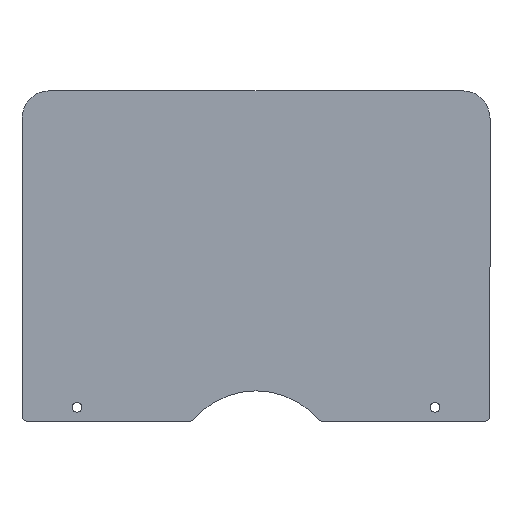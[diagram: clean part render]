
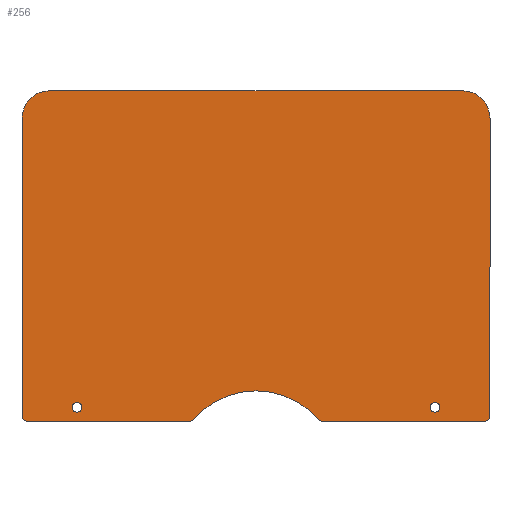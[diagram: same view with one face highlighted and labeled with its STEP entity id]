
A CAD part, top view. The second image highlights one B-rep face of the part: STEP entity #256.
In plain terms, the highlighted planar face has unit normal (0, 0, 1).
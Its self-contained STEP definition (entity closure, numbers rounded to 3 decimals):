
#73=CARTESIAN_POINT('',(75.0,60.,3.));
#74=VERTEX_POINT('',#73);
#75=CARTESIAN_POINT('',(85.0,50.,3.));
#76=VERTEX_POINT('',#75);
#77=CARTESIAN_POINT('',(75.0,50.,3.));
#78=DIRECTION('',(0.0,0.0,-1.));
#79=DIRECTION('',(0.707,0.707,0.0));
#80=AXIS2_PLACEMENT_3D('',#77,#78,#79);
#81=CIRCLE('',#80,10.);
#82=EDGE_CURVE('',#74,#76,#81,.T.);
#116=CARTESIAN_POINT('',(85.,-58.,3.));
#117=VERTEX_POINT('',#116);
#118=CARTESIAN_POINT('',(85.0,50.,3.));
#119=DIRECTION('',(0.0,-1.0,0.0));
#120=VECTOR('',#119,108.0);
#121=LINE('',#118,#120);
#122=EDGE_CURVE('',#76,#117,#121,.T.);
#141=CARTESIAN_POINT('',(0.,0.,3.));
#142=DIRECTION('',(0.0,0.0,1.0));
#143=DIRECTION('',(1.0,0.0,0.0));
#144=AXIS2_PLACEMENT_3D('',#141,#142,#143);
#145=PLANE('',#144);
#146=ORIENTED_EDGE('',*,*,#82,.F.);
#147=CARTESIAN_POINT('',(-75.0,60.,3.));
#148=VERTEX_POINT('',#147);
#149=CARTESIAN_POINT('',(-75.0,60.,3.));
#150=DIRECTION('',(1.0,0.0,0.0));
#151=VECTOR('',#150,150.0);
#152=LINE('',#149,#151);
#153=EDGE_CURVE('',#148,#74,#152,.T.);
#154=ORIENTED_EDGE('',*,*,#153,.F.);
#155=CARTESIAN_POINT('',(-85.0,50.,3.));
#156=VERTEX_POINT('',#155);
#157=CARTESIAN_POINT('',(-75.0,50.,3.));
#158=DIRECTION('',(0.0,0.0,-1.));
#159=DIRECTION('',(-0.707,0.707,0.0));
#160=AXIS2_PLACEMENT_3D('',#157,#158,#159);
#161=CIRCLE('',#160,10.);
#162=EDGE_CURVE('',#156,#148,#161,.T.);
#163=ORIENTED_EDGE('',*,*,#162,.F.);
#164=CARTESIAN_POINT('',(-85.,-58.,3.));
#165=VERTEX_POINT('',#164);
#166=CARTESIAN_POINT('',(-85.,-58.,3.));
#167=DIRECTION('',(0.0,1.0,0.0));
#168=VECTOR('',#167,108.0);
#169=LINE('',#166,#168);
#170=EDGE_CURVE('',#165,#156,#169,.T.);
#171=ORIENTED_EDGE('',*,*,#170,.F.);
#172=CARTESIAN_POINT('',(-83.,-60.,3.));
#173=VERTEX_POINT('',#172);
#174=CARTESIAN_POINT('',(-83.,-58.,3.));
#175=DIRECTION('',(0.0,0.0,-1.));
#176=DIRECTION('',(-0.707,-0.707,0.0));
#177=AXIS2_PLACEMENT_3D('',#174,#175,#176);
#178=CIRCLE('',#177,2.);
#179=EDGE_CURVE('',#173,#165,#178,.T.);
#180=ORIENTED_EDGE('',*,*,#179,.F.);
#181=CARTESIAN_POINT('',(-24.145,-60.,3.));
#182=VERTEX_POINT('',#181);
#183=CARTESIAN_POINT('',(-24.145,-60.,3.));
#184=DIRECTION('',(-1.0,0.0,0.0));
#185=VECTOR('',#184,58.855);
#186=LINE('',#183,#185);
#187=EDGE_CURVE('',#182,#173,#186,.T.);
#188=ORIENTED_EDGE('',*,*,#187,.F.);
#189=CARTESIAN_POINT('',(-22.636,-59.313,3.));
#190=VERTEX_POINT('',#189);
#191=CARTESIAN_POINT('',(-24.145,-58.,3.));
#192=DIRECTION('',(0.0,0.0,-1.0));
#193=DIRECTION('',(0.415,-0.91,0.0));
#194=AXIS2_PLACEMENT_3D('',#191,#192,#193);
#195=CIRCLE('',#194,2.0);
#196=EDGE_CURVE('',#190,#182,#195,.T.);
#197=ORIENTED_EDGE('',*,*,#196,.F.);
#198=CARTESIAN_POINT('',(22.636,-59.313,3.));
#199=VERTEX_POINT('',#198);
#200=CARTESIAN_POINT('',(0.0,-79.,3.));
#201=DIRECTION('',(0.0,0.0,-1.0));
#202=DIRECTION('',(-1.0,0.0,0.0));
#203=AXIS2_PLACEMENT_3D('',#200,#201,#202);
#204=CIRCLE('',#203,30.0);
#205=EDGE_CURVE('',#190,#199,#204,.T.);
#206=ORIENTED_EDGE('',*,*,#205,.T.);
#207=CARTESIAN_POINT('',(24.145,-60.,3.));
#208=VERTEX_POINT('',#207);
#209=CARTESIAN_POINT('',(24.145,-58.,3.));
#210=DIRECTION('',(0.0,0.0,-1.));
#211=DIRECTION('',(-0.415,-0.91,0.0));
#212=AXIS2_PLACEMENT_3D('',#209,#210,#211);
#213=CIRCLE('',#212,2.0);
#214=EDGE_CURVE('',#208,#199,#213,.T.);
#215=ORIENTED_EDGE('',*,*,#214,.F.);
#216=CARTESIAN_POINT('',(83.,-60.,3.));
#217=VERTEX_POINT('',#216);
#218=CARTESIAN_POINT('',(83.,-60.,3.));
#219=DIRECTION('',(-1.0,0.0,0.0));
#220=VECTOR('',#219,58.855);
#221=LINE('',#218,#220);
#222=EDGE_CURVE('',#217,#208,#221,.T.);
#223=ORIENTED_EDGE('',*,*,#222,.F.);
#224=CARTESIAN_POINT('',(83.,-58.,3.));
#225=DIRECTION('',(0.0,0.0,-1.));
#226=DIRECTION('',(0.707,-0.707,0.0));
#227=AXIS2_PLACEMENT_3D('',#224,#225,#226);
#228=CIRCLE('',#227,2.);
#229=EDGE_CURVE('',#117,#217,#228,.T.);
#230=ORIENTED_EDGE('',*,*,#229,.F.);
#231=ORIENTED_EDGE('',*,*,#122,.F.);
#232=EDGE_LOOP('',(#146,#154,#163,#171,#180,#188,#197,#206,#215,#223,#230,#231));
#233=FACE_OUTER_BOUND('',#232,.T.);
#234=CARTESIAN_POINT('',(66.75,-55.0,3.));
#235=VERTEX_POINT('',#234);
#236=CARTESIAN_POINT('',(65.0,-55.0,3.));
#237=DIRECTION('',(0.0,0.0,-1.0));
#238=DIRECTION('',(-1.0,0.0,0.0));
#239=AXIS2_PLACEMENT_3D('',#236,#237,#238);
#240=CIRCLE('',#239,1.75);
#241=EDGE_CURVE('',#235,#235,#240,.T.);
#242=ORIENTED_EDGE('',*,*,#241,.T.);
#243=EDGE_LOOP('',(#242));
#244=FACE_BOUND('',#243,.T.);
#245=CARTESIAN_POINT('',(-63.25,-55.,3.));
#246=VERTEX_POINT('',#245);
#247=CARTESIAN_POINT('',(-65.0,-55.,3.));
#248=DIRECTION('',(0.0,0.0,-1.0));
#249=DIRECTION('',(-1.0,0.0,0.0));
#250=AXIS2_PLACEMENT_3D('',#247,#248,#249);
#251=CIRCLE('',#250,1.75);
#252=EDGE_CURVE('',#246,#246,#251,.T.);
#253=ORIENTED_EDGE('',*,*,#252,.T.);
#254=EDGE_LOOP('',(#253));
#255=FACE_BOUND('',#254,.T.);
#256=ADVANCED_FACE('',(#233,#244,#255),#145,.T.);
